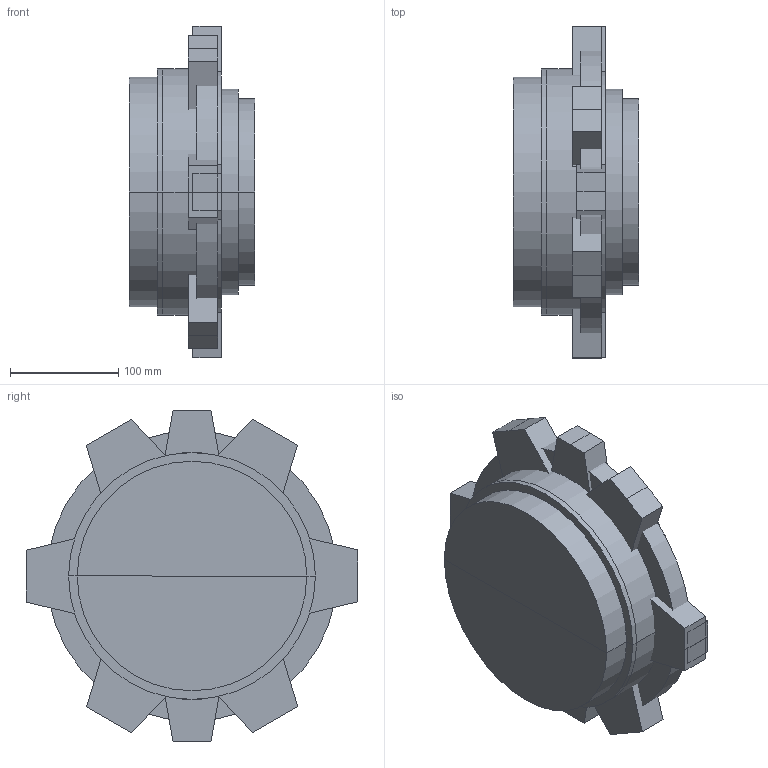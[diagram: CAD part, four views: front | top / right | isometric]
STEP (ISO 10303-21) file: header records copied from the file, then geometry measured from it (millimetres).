
FILE_DESCRIPTION(/* description */ (''),/* implementation_level */ '2;1');
FILE_NAME(/* name */ 'Plumbing_Joints_Aignep_Plug-90610-80-110-168-3DView-Preview',/* time_stamp */ '2025-08-20T22:12:58+03:00',/* author */ (''),/* organization */ (''),/* preprocessor_version */ 'ST-DEVELOPER v20',/* originating_system */ '',/* authorisation */ '');
FILE_SCHEMA (('AP242_MANAGED_MODEL_BASED_3D_ENGINEERING_MIM_LF { 1 0 10303 442 1 1 4 }'));
Length unit declared in the file: millimetre
Products named in the file (13): TopLevelAssembly; Revolve; Revolve_1; Revolve_2; Extrusion; Extrusion_1; Extrusion_2; Model Lines; Model Lines_1; Model Lines_2; Model Lines_3; Model Lines_4; Model Lines_5
Assembly tree (12 placements, depth 2):
  TopLevelAssembly
    Revolve
    Revolve_1
    Revolve_2
    Extrusion
    Extrusion_1
    Extrusion_2
    Model Lines
    Model Lines_1
    Model Lines_2
    Model Lines_3
    Model Lines_4
    Model Lines_5
Bounding box: 116.21 x 306.56 x 306 mm (x, y, z)
Volume: 5023204.9 mm3; surface area: 426772.5 mm2
Topology: 14 solids, 14 shells, 108 faces, 218 edges, 144 vertices
Faces by surface type: plane 82, cylinder 26
Entity records: 3137 total; most frequent: DIRECTION 536, CARTESIAN_POINT 495, ORIENTED_EDGE 424, EDGE_CURVE 212, AXIS2_PLACEMENT_3D 185, LINE 166, VECTOR 166, VERTEX_POINT 132
